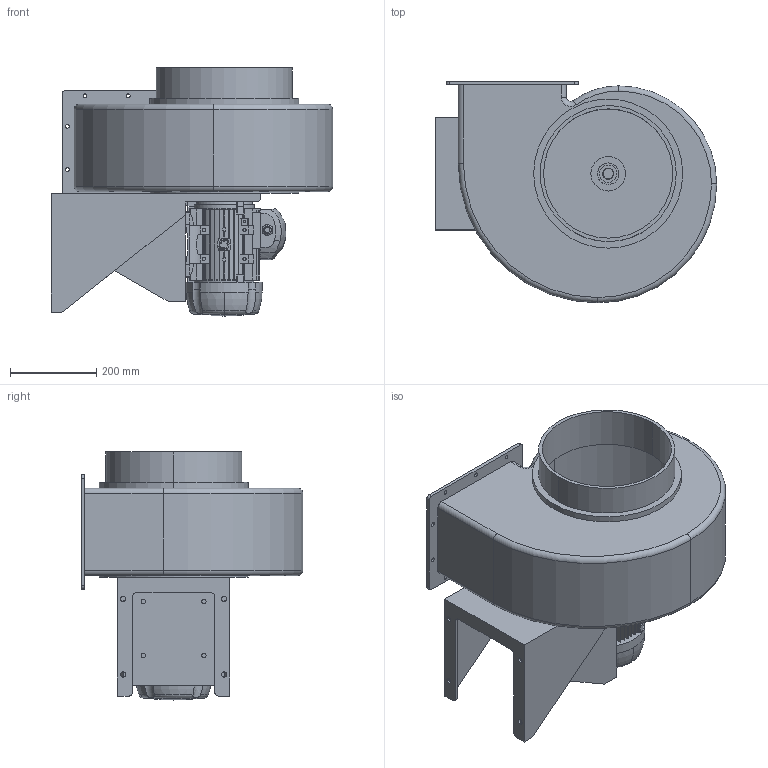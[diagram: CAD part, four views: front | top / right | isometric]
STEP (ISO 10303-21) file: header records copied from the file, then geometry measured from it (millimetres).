
FILE_DESCRIPTION (( 'STEP AP214' ), '1' );
FILE_NAME ('Assieme 250.STEP', '2022-03-28T14:09:30', ( '' ), ( '' ), 'SwSTEP 2.0', 'SolidWorks 2018', '' );
FILE_SCHEMA (( 'AUTOMOTIVE_DESIGN' ));
Length unit declared in the file: millimetre
Products named in the file (4): Chiocciola 250; Assieme 250; 90l_delphi2_b3; Sedia 250
Assembly tree (3 placements, depth 2):
  Assieme 250
    Chiocciola 250
    Sedia 250
    90l_delphi2_b3
Bounding box: 651 x 513 x 574 mm (x, y, z)
Volume: 14496907.9 mm3; surface area: 2873056.1 mm2
Topology: 3 solids, 3 shells, 1156 faces, 3135 edges, 2018 vertices
Faces by surface type: plane 506, cylinder 423, bspline 103, cone 84, torus 38, sphere 2
Entity records: 46247 total; most frequent: CARTESIAN_POINT 17054, ORIENTED_EDGE 6270, DIRECTION 5931, EDGE_CURVE 3135, AXIS2_PLACEMENT_3D 2146, VERTEX_POINT 2018, LINE 1639, VECTOR 1639
